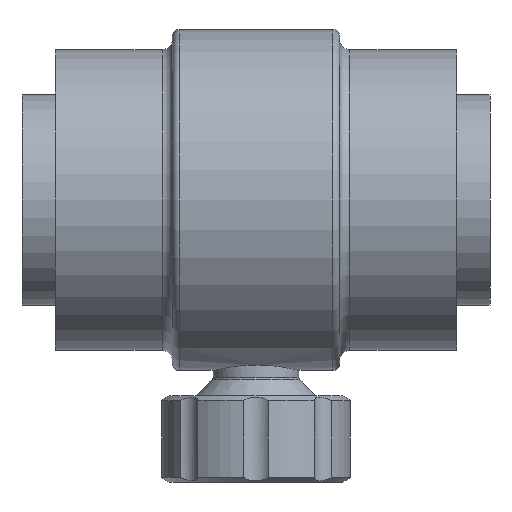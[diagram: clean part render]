
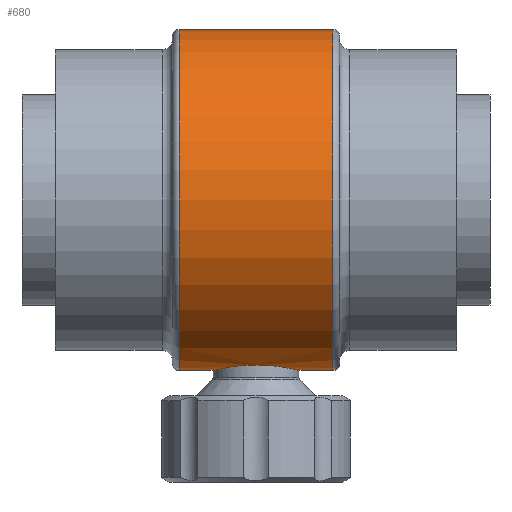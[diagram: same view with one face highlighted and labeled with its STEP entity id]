
A CAD part, front view. The second image highlights one B-rep face of the part: STEP entity #680.
In plain terms, the highlighted cylindrical face has radius 51 mm (diameter 102 mm), a full revolution.
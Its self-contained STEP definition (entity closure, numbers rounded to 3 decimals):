
#37=B_SPLINE_CURVE_WITH_KNOTS('',3,(#1160,#1161,#1162,#1163,#1164,#1165,
#1166,#1167,#1168,#1169,#1170,#1171,#1172,#1173,#1174,#1175,#1176,#1177,
#1178),.UNSPECIFIED.,.T.,.F.,(1,1,1,1,1,1,1,1,1,1,1,1,1,1,1,1,1,1,1,1,1,
1,1),(-0.015,-0.01,-0.005,0.,0.005,
0.01,0.015,0.02,0.025,
0.03,0.035,0.04,0.045,
0.05,0.055,0.06,0.066,
0.071,0.076,0.081,0.086,
0.091,0.096),.UNSPECIFIED.);
#129=ORIENTED_EDGE('',*,*,#299,.F.);
#130=ORIENTED_EDGE('',*,*,#300,.T.);
#131=ORIENTED_EDGE('',*,*,#301,.F.);
#299=EDGE_CURVE('',#383,#383,#435,.T.);
#300=EDGE_CURVE('',#384,#384,#436,.T.);
#301=EDGE_CURVE('',#385,#385,#37,.T.);
#383=VERTEX_POINT('',#1157);
#384=VERTEX_POINT('',#1159);
#385=VERTEX_POINT('',#1179);
#435=CIRCLE('',#764,51.);
#436=CIRCLE('',#765,51.);
#478=EDGE_LOOP('',(#129));
#479=EDGE_LOOP('',(#130));
#480=EDGE_LOOP('',(#131));
#566=FACE_BOUND('',#478,.T.);
#567=FACE_BOUND('',#479,.T.);
#568=FACE_BOUND('',#480,.T.);
#651=CYLINDRICAL_SURFACE('',#763,51.);
#680=ADVANCED_FACE('',(#566,#567,#568),#651,.T.);
#763=AXIS2_PLACEMENT_3D('',#1155,#908,#909);
#764=AXIS2_PLACEMENT_3D('',#1156,#910,#911);
#765=AXIS2_PLACEMENT_3D('',#1158,#912,#913);
#908=DIRECTION('',(1.,0.,0.));
#909=DIRECTION('',(0.,0.,-1.));
#910=DIRECTION('',(1.,0.,0.));
#911=DIRECTION('',(0.,0.,-1.));
#912=DIRECTION('',(1.,0.,0.));
#913=DIRECTION('',(0.,0.,-1.));
#1155=CARTESIAN_POINT('',(70.,0.,0.));
#1156=CARTESIAN_POINT('',(22.96,0.,0.));
#1157=CARTESIAN_POINT('',(22.96,0.,-51.));
#1158=CARTESIAN_POINT('',(-22.96,0.,0.));
#1159=CARTESIAN_POINT('',(-22.96,0.,-51.));
#1160=CARTESIAN_POINT('',(-12.167,-5.082,-50.822));
#1161=CARTESIAN_POINT('',(-13.19,0.004,-51.089));
#1162=CARTESIAN_POINT('',(-12.171,5.067,-50.823));
#1163=CARTESIAN_POINT('',(-9.317,9.323,-50.185));
#1164=CARTESIAN_POINT('',(-5.066,12.171,-49.539));
#1165=CARTESIAN_POINT('',(-0.01,13.188,-49.263));
#1166=CARTESIAN_POINT('',(5.056,12.178,-49.537));
#1167=CARTESIAN_POINT('',(9.321,9.32,-50.186));
#1168=CARTESIAN_POINT('',(12.172,5.064,-50.823));
#1169=CARTESIAN_POINT('',(13.188,0.006,-51.088));
#1170=CARTESIAN_POINT('',(12.177,-5.055,-50.824));
#1171=CARTESIAN_POINT('',(9.327,-9.314,-50.187));
#1172=CARTESIAN_POINT('',(5.074,-12.17,-49.539));
#1173=CARTESIAN_POINT('',(0.006,-13.189,-49.263));
#1174=CARTESIAN_POINT('',(-5.058,-12.176,-49.538));
#1175=CARTESIAN_POINT('',(-9.314,-9.324,-50.185));
#1176=CARTESIAN_POINT('',(-12.167,-5.082,-50.822));
#1177=CARTESIAN_POINT('',(-13.19,0.004,-51.089));
#1178=CARTESIAN_POINT('',(-12.171,5.067,-50.823));
#1179=CARTESIAN_POINT('',(-12.85,0.,-51.));
